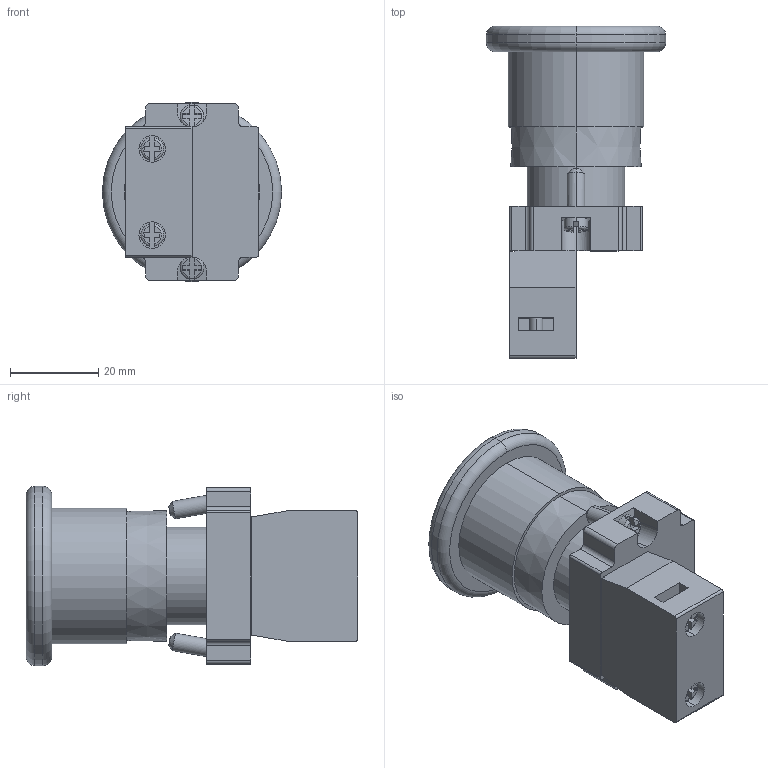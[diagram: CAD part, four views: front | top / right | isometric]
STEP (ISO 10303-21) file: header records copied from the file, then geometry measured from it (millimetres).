
FILE_DESCRIPTION (( 'STEP AP203' ), '1' );
FILE_NAME ('扱闀罻 BS542 鏢魨.STEP', '2018-09-04T07:00:28', ( '' ), ( '' ), 'SwSTEP 2.0', 'SolidWorks 2017', '' );
FILE_SCHEMA (( 'CONFIG_CONTROL_DESIGN' ));
Length unit declared in the file: millimetre
Products named in the file (1): 扱闀罻 BS542 鏢魨
Bounding box: 40.5 x 75 x 40.5 mm (x, y, z)
Volume: 46751.4 mm3; surface area: 14087.1 mm2
Topology: 1 solids, 1 shells, 211 faces, 537 edges, 350 vertices
Faces by surface type: plane 137, cylinder 56, torus 12, cone 6
Entity records: 6476 total; most frequent: CARTESIAN_POINT 1203, DIRECTION 1081, ORIENTED_EDGE 1074, EDGE_CURVE 537, VECTOR 369, LINE 369, AXIS2_PLACEMENT_3D 356, VERTEX_POINT 350
